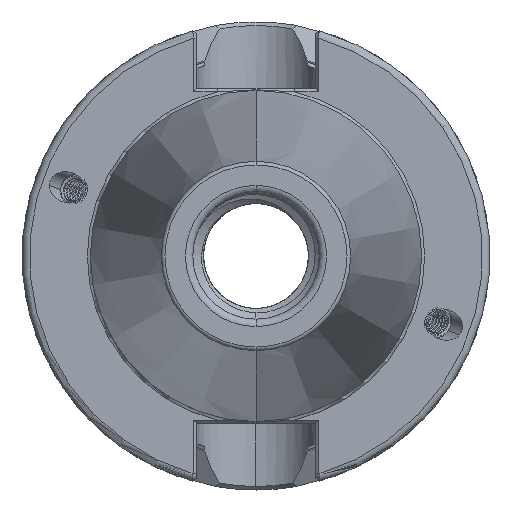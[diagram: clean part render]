
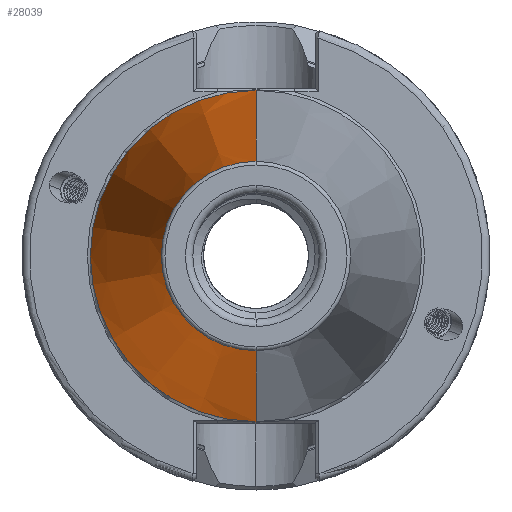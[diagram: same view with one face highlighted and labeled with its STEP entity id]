
A CAD part, left-side view. The second image highlights one B-rep face of the part: STEP entity #28039.
In plain terms, the highlighted conical face has half-angle 8.297 degrees and reference radius 22.298 mm.
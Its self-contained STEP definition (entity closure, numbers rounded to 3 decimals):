
#2857 = AXIS2_PLACEMENT_3D ( 'NONE', #32099, #32122, #32107 ) ;
#3011 = AXIS2_PLACEMENT_3D ( 'NONE', #10907, #10932, #10925 ) ;
#3020 = AXIS2_PLACEMENT_3D ( 'NONE', #3871, #3879, #3890 ) ;
#3869 = CARTESIAN_POINT ( 'NONE',  ( -1.5, 0., 22.298 ) ) ;
#3871 = CARTESIAN_POINT ( 'NONE',  ( -1.5, 0., 0. ) ) ;
#3879 = DIRECTION ( 'NONE',  ( 1., 0., 0. ) ) ;
#3881 = DIRECTION ( 'NONE',  ( 0.99, 0., 0.144 ) ) ;
#3890 = DIRECTION ( 'NONE',  ( 0., 0., -1. ) ) ;
#6338 = EDGE_LOOP ( 'NONE', ( #29687, #29747, #29613, #29652 ) ) ;
#9074 = CIRCLE ( 'NONE', #3020, 22.298 ) ;
#9083 = LINE ( 'NONE', #3869, #9125 ) ;
#9125 = VECTOR ( 'NONE', #3881, 1000. ) ;
#9126 = EDGE_CURVE ( 'NONE', #26445, #26511, #9074, .T. ) ;
#9128 = EDGE_CURVE ( 'NONE', #26513, #26511, #9083, .T. ) ;
#9129 = VECTOR ( 'NONE', #10759, 1000. ) ;
#9183 = EDGE_CURVE ( 'NONE', #26461, #26445, #9245, .T. ) ;
#9186 = CIRCLE ( 'NONE', #3011, 12.75 ) ;
#9227 = EDGE_CURVE ( 'NONE', #26461, #26513, #9186, .T. ) ;
#9245 = LINE ( 'NONE', #10781, #9129 ) ;
#10759 = DIRECTION ( 'NONE',  ( 0.99, 0., -0.144 ) ) ;
#10781 = CARTESIAN_POINT ( 'NONE',  ( -1.5, 0., -22.298 ) ) ;
#10907 = CARTESIAN_POINT ( 'NONE',  ( -66.972, 0., 0. ) ) ;
#10925 = DIRECTION ( 'NONE',  ( 0., 0., -1. ) ) ;
#10932 = DIRECTION ( 'NONE',  ( 1., 0., 0. ) ) ;
#21837 = FACE_OUTER_BOUND ( 'NONE', #6338, .T. ) ;
#21856 = CONICAL_SURFACE ( 'NONE', #2857, 22.298, 0.145 ) ;
#26445 = VERTEX_POINT ( 'NONE', #30297 ) ;
#26461 = VERTEX_POINT ( 'NONE', #30229 ) ;
#26511 = VERTEX_POINT ( 'NONE', #30424 ) ;
#26513 = VERTEX_POINT ( 'NONE', #30335 ) ;
#28039 = ADVANCED_FACE ( 'NONE', ( #21837 ), #21856, .T. ) ;
#29613 = ORIENTED_EDGE ( 'NONE', *, *, #9126, .F. ) ;
#29652 = ORIENTED_EDGE ( 'NONE', *, *, #9183, .F. ) ;
#29687 = ORIENTED_EDGE ( 'NONE', *, *, #9227, .T. ) ;
#29747 = ORIENTED_EDGE ( 'NONE', *, *, #9128, .T. ) ;
#30229 = CARTESIAN_POINT ( 'NONE',  ( -66.972, 0., -12.75 ) ) ;
#30297 = CARTESIAN_POINT ( 'NONE',  ( -1.5, 0., -22.298 ) ) ;
#30335 = CARTESIAN_POINT ( 'NONE',  ( -66.972, 0., 12.75 ) ) ;
#30424 = CARTESIAN_POINT ( 'NONE',  ( -1.5, 0., 22.298 ) ) ;
#32099 = CARTESIAN_POINT ( 'NONE',  ( -1.5, 0., 0. ) ) ;
#32107 = DIRECTION ( 'NONE',  ( 0., 0., -1. ) ) ;
#32122 = DIRECTION ( 'NONE',  ( 1., 0., 0. ) ) ;
